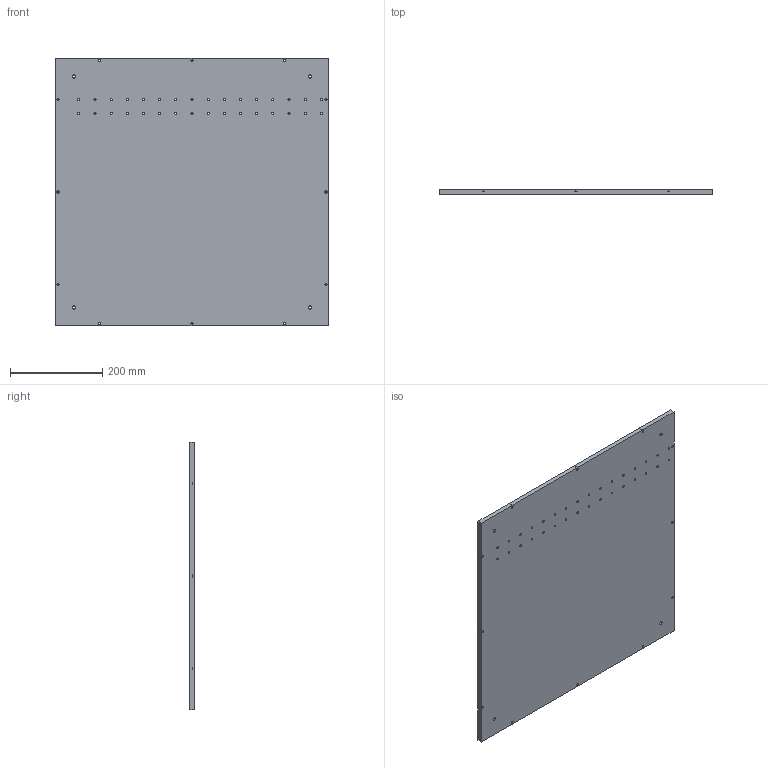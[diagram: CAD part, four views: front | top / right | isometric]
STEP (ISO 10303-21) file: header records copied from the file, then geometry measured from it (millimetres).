
FILE_DESCRIPTION (( 'STEP AP203' ), '1' );
FILE_NAME ('TAE-22001JC-001-06.STEP', '2021-12-21T06:48:09', ( '' ), ( '' ), 'SwSTEP 2.0', 'SolidWorks 2016', '' );
FILE_SCHEMA (( 'CONFIG_CONTROL_DESIGN' ));
Length unit declared in the file: millimetre
Products named in the file (1): TAE-22001JC-001-06
Bounding box: 590 x 10 x 580 mm (x, y, z)
Volume: 3405990 mm3; surface area: 715603.8 mm2
Topology: 1 solids, 1 shells, 234 faces, 564 edges, 376 vertices
Faces by surface type: cylinder 184, plane 50
Entity records: 7305 total; most frequent: DIRECTION 1402, CARTESIAN_POINT 1175, ORIENTED_EDGE 1128, AXIS2_PLACEMENT_3D 603, EDGE_CURVE 564, VERTEX_POINT 376, EDGE_LOOP 374, CIRCLE 368
